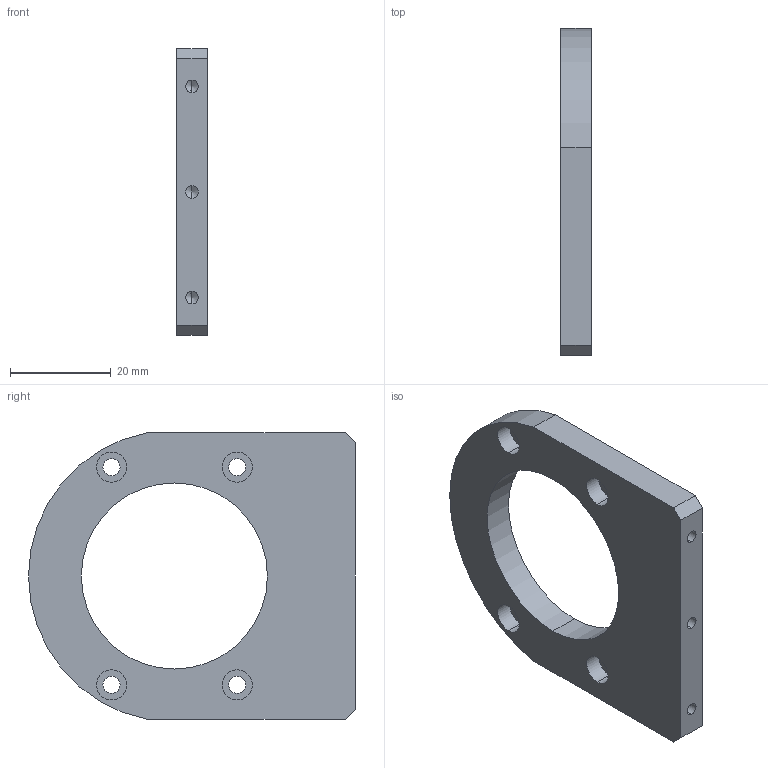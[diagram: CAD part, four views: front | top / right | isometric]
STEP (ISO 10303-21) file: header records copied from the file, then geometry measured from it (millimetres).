
FILE_DESCRIPTION (( 'STEP AP203' ), '1' );
FILE_NAME ('潛壽誹菁啣.STEP', '2024-09-13T02:29:21', ( '' ), ( '' ), 'SwSTEP 2.0', 'SolidWorks 2023', '' );
FILE_SCHEMA (( 'CONFIG_CONTROL_DESIGN' ));
Length unit declared in the file: millimetre
Products named in the file (1): 肩关节底板
Bounding box: 6 x 65 x 57 mm (x, y, z)
Volume: 13170.5 mm3; surface area: 7022.8 mm2
Topology: 1 solids, 1 shells, 42 faces, 102 edges, 63 vertices
Faces by surface type: cylinder 25, plane 11, cone 6
Entity records: 1303 total; most frequent: DIRECTION 232, CARTESIAN_POINT 202, ORIENTED_EDGE 192, EDGE_CURVE 96, AXIS2_PLACEMENT_3D 93, VERTEX_POINT 63, EDGE_LOOP 59, CIRCLE 50
